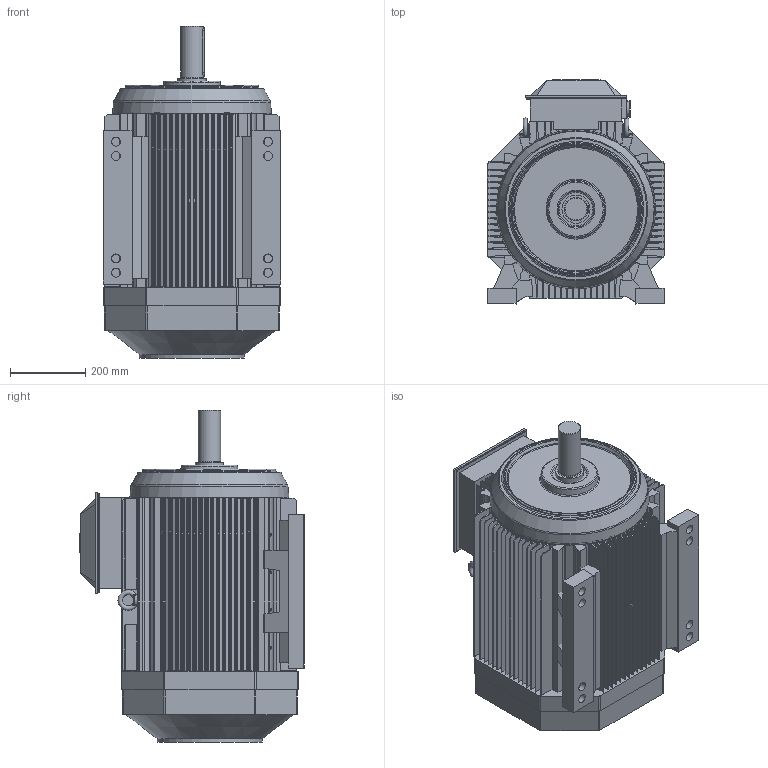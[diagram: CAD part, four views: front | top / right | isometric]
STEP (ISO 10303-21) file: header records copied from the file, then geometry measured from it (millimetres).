
FILE_DESCRIPTION((''),'2;1');
FILE_NAME('M2AA IE2 250 2P B3.stp','2015-07-02T13:05:59',('sejotaa1'),(''),'Autodesk Inventor 2011','Autodesk Inventor 2011','');
FILE_SCHEMA(('AUTOMOTIVE_DESIGN { 1 0 10303 214 1 1 1 1 }'));
Length unit declared in the file: millimetre
Products named in the file (1): M2AA IE2 250 2P B3
Bounding box: 473 x 596.6 x 884 mm (x, y, z)
Volume: 124870922.5 mm3; surface area: 9959782 mm2
Topology: 24 solids, 72 shells, 2214 faces, 5892 edges, 3896 vertices
Faces by surface type: plane 1102, cylinder 918, bspline 78, torus 60, cone 56
Full cylindrical faces by diameter (mm): 3.3 x8, 5.5 x8, 11 x2, 12 x4, 16 x4, 20 x2, 24 x16, 34 x2, 40 x6, 44.942 x2, 47 x2, 59 x2, 59.4 x2, 60 x2, 62 x2, 64.4 x2, 65 x4, 74.4 x2, 75 x2, 76 x2, 86 x2, 90 x2, 90.1 x2, 95 x2, 280.294 x2, 410 x2, 418 x4
Entity records: 77658 total; most frequent: CARTESIAN_POINT 19611, DIRECTION 11772, ORIENTED_EDGE 11216, EDGE_CURVE 5668, AXIS2_PLACEMENT_3D 4285, VERTEX_POINT 3870, VECTOR 3202, LINE 3202
